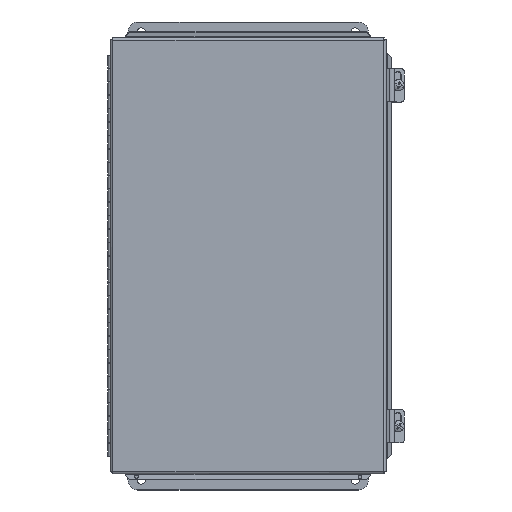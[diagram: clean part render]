
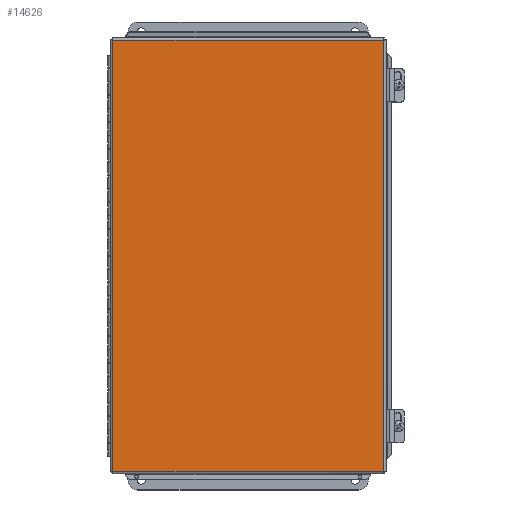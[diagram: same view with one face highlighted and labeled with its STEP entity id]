
A CAD part, top view. The second image highlights one B-rep face of the part: STEP entity #14626.
In plain terms, the highlighted face is planar.
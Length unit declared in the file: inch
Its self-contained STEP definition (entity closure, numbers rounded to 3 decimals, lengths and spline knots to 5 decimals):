
#13945=CARTESIAN_POINT('',(10.21675,0.09325,0.));
#13946=VERTEX_POINT('',#13945);
#13957=CARTESIAN_POINT('',(10.21675,16.21675,0.));
#13958=VERTEX_POINT('',#13957);
#13959=CARTESIAN_POINT('',(10.21675,16.21675,0.));
#13960=DIRECTION('',(0.0,-1.0,0.0));
#13961=VECTOR('',#13960,16.1235);
#13962=LINE('',#13959,#13961);
#13963=EDGE_CURVE('',#13958,#13946,#13962,.T.);
#14123=CARTESIAN_POINT('',(0.09325,0.09325,0.));
#14124=VERTEX_POINT('',#14123);
#14135=CARTESIAN_POINT('',(10.21675,0.09325,0.));
#14136=DIRECTION('',(-1.0,0.0,0.0));
#14137=VECTOR('',#14136,10.1235);
#14138=LINE('',#14135,#14137);
#14139=EDGE_CURVE('',#13946,#14124,#14138,.T.);
#14292=CARTESIAN_POINT('',(0.09325,16.21675,0.));
#14293=VERTEX_POINT('',#14292);
#14304=CARTESIAN_POINT('',(0.09325,0.09325,0.));
#14305=DIRECTION('',(0.0,1.0,0.0));
#14306=VECTOR('',#14305,16.1235);
#14307=LINE('',#14304,#14306);
#14308=EDGE_CURVE('',#14124,#14293,#14307,.T.);
#14471=CARTESIAN_POINT('',(0.09325,16.21675,0.));
#14472=DIRECTION('',(1.0,0.0,0.0));
#14473=VECTOR('',#14472,10.1235);
#14474=LINE('',#14471,#14473);
#14475=EDGE_CURVE('',#14293,#13958,#14474,.T.);
#14615=CARTESIAN_POINT('',(5.155,8.155,0.));
#14616=DIRECTION('',(0.0,0.0,1.0));
#14617=DIRECTION('',(1.0,0.0,0.0));
#14618=AXIS2_PLACEMENT_3D('',#14615,#14616,#14617);
#14619=PLANE('',#14618);
#14620=ORIENTED_EDGE('',*,*,#13963,.T.);
#14621=ORIENTED_EDGE('',*,*,#14139,.T.);
#14622=ORIENTED_EDGE('',*,*,#14308,.T.);
#14623=ORIENTED_EDGE('',*,*,#14475,.T.);
#14624=EDGE_LOOP('',(#14620,#14621,#14622,#14623));
#14625=FACE_OUTER_BOUND('',#14624,.T.);
#14626=ADVANCED_FACE('',(#14625),#14619,.F.);
